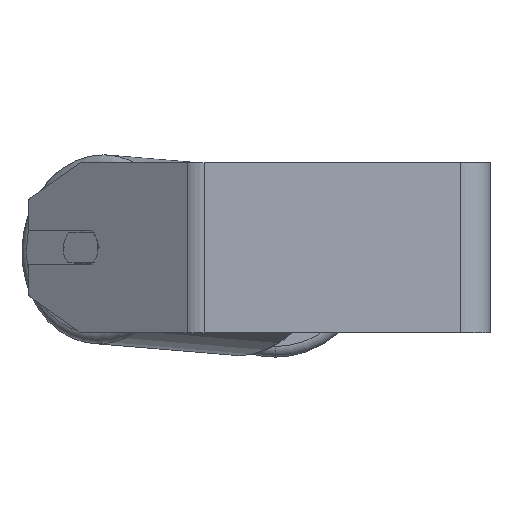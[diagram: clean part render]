
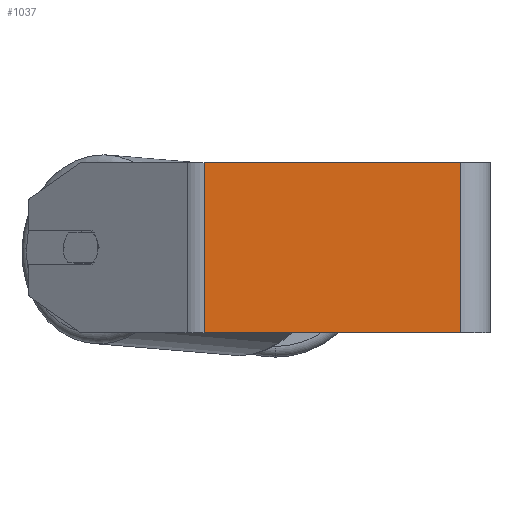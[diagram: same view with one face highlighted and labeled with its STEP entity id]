
A CAD part, left-side view. The second image highlights one B-rep face of the part: STEP entity #1037.
In plain terms, the highlighted planar face has unit normal (-1, 0, 0).
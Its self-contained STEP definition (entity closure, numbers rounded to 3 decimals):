
#261 = FACE_OUTER_BOUND ( 'NONE', #1470, .T. ) ;
#275 = CARTESIAN_POINT ( 'NONE',  ( -250., 138.82, -40. ) ) ;
#315 = DIRECTION ( 'NONE',  ( 0., -1., 0. ) ) ;
#347 = CARTESIAN_POINT ( 'NONE',  ( -250., 138.82, 40. ) ) ;
#428 = VECTOR ( 'NONE', #921, 1000. ) ;
#921 = DIRECTION ( 'NONE',  ( 0., 0., -1. ) ) ;
#1036 = LINE ( 'NONE', #275, #4897 ) ;
#1037 = ADVANCED_FACE ( 'NONE', ( #261 ), #8009, .F. ) ;
#1328 = ORIENTED_EDGE ( 'NONE', *, *, #3916, .T. ) ;
#1470 = EDGE_LOOP ( 'NONE', ( #3649, #5279, #4356, #1328 ) ) ;
#1768 = EDGE_CURVE ( 'NONE', #3878, #3632, #1036, .T. ) ;
#2598 = LINE ( 'NONE', #3201, #8327 ) ;
#2946 = DIRECTION ( 'NONE',  ( 1., 0., 0. ) ) ;
#3201 = CARTESIAN_POINT ( 'NONE',  ( -250., 138.82, 40. ) ) ;
#3313 = CARTESIAN_POINT ( 'NONE',  ( -250., 14., 40. ) ) ;
#3520 = LINE ( 'NONE', #6913, #6823 ) ;
#3548 = DIRECTION ( 'NONE',  ( 0., 0., -1. ) ) ;
#3632 = VERTEX_POINT ( 'NONE', #7483 ) ;
#3649 = ORIENTED_EDGE ( 'NONE', *, *, #1768, .T. ) ;
#3878 = VERTEX_POINT ( 'NONE', #4968 ) ;
#3916 = EDGE_CURVE ( 'NONE', #5493, #3878, #7435, .T. ) ;
#3929 = EDGE_CURVE ( 'NONE', #8352, #3632, #3520, .T. ) ;
#4188 = CARTESIAN_POINT ( 'NONE',  ( -250., 134.406, 40. ) ) ;
#4356 = ORIENTED_EDGE ( 'NONE', *, *, #4448, .F. ) ;
#4448 = EDGE_CURVE ( 'NONE', #5493, #8352, #2598, .T. ) ;
#4843 = DIRECTION ( 'NONE',  ( 0., 0., -1. ) ) ;
#4897 = VECTOR ( 'NONE', #315, 1000. ) ;
#4968 = CARTESIAN_POINT ( 'NONE',  ( -250., 134.406, -40. ) ) ;
#5279 = ORIENTED_EDGE ( 'NONE', *, *, #3929, .F. ) ;
#5493 = VERTEX_POINT ( 'NONE', #4188 ) ;
#6806 = AXIS2_PLACEMENT_3D ( 'NONE', #347, #2946, #3548 ) ;
#6823 = VECTOR ( 'NONE', #4843, 1000. ) ;
#6913 = CARTESIAN_POINT ( 'NONE',  ( -250., 14., 40. ) ) ;
#7435 = LINE ( 'NONE', #7557, #428 ) ;
#7483 = CARTESIAN_POINT ( 'NONE',  ( -250., 14., -40. ) ) ;
#7557 = CARTESIAN_POINT ( 'NONE',  ( -250., 134.406, 40. ) ) ;
#7791 = DIRECTION ( 'NONE',  ( 0., -1., 0. ) ) ;
#8009 = PLANE ( 'NONE',  #6806 ) ;
#8327 = VECTOR ( 'NONE', #7791, 1000. ) ;
#8352 = VERTEX_POINT ( 'NONE', #3313 ) ;
